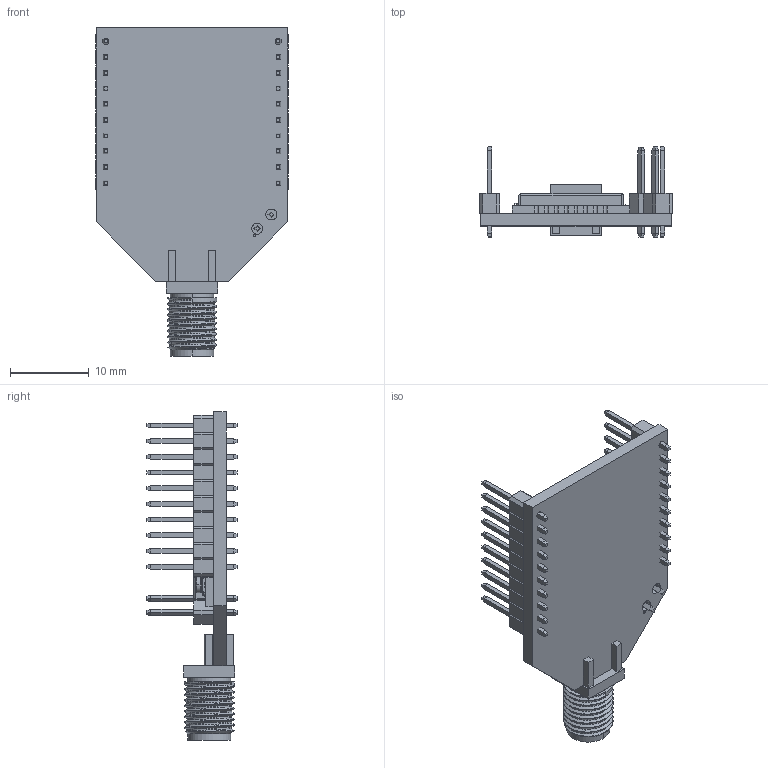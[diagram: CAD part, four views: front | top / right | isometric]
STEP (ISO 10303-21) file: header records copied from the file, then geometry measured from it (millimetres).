
FILE_DESCRIPTION((''),'2;1');
FILE_NAME('PWB-RAK4600_BREAKOUT_ASM','2021-02-22T',('admin'),(''),'PRO/ENGINEER BY PARAMETRIC TECHNOLOGY CORPORATION, 2010280','PRO/ENGINEER BY PARAMETRIC TECHNOLOGY CORPORATION, 2010280','');
FILE_SCHEMA(('CONFIG_CONTROL_DESIGN','SHAPE_APPEARANCE_LAYERS_GROUPS'));
Length unit declared in the file: millimetre
Products named in the file (7): PWB-RAK4600_BREAKOUT; SMA-KE; 1405_SINGLE_PIN; 6310C00F_RAK4600; IPEX-FEMALE; 6310C00F_RAK4600_ASM; PWB-RAK4600_BREAKOUT_ASM
Assembly tree (28 placements, depth 3):
  PWB-RAK4600_BREAKOUT_ASM
    PWB-RAK4600_BREAKOUT
    SMA-KE
    1405_SINGLE_PIN  x22
    6310C00F_RAK4600_ASM
      6310C00F_RAK4600
      IPEX-FEMALE  x2
Bounding box: 24.54 x 11.5 x 41.8 mm (x, y, z)
Volume: 2253.4 mm3; surface area: 4788.7 mm2
Topology: 27 solids, 27 shells, 977 faces, 2787 edges, 2044 vertices
Faces by surface type: plane 814, cylinder 132, cone 14, bspline 9, torus 4, sphere 4
Entity records: 22317 total; most frequent: CARTESIAN_POINT 5815, DIRECTION 2263, ORIENTED_EDGE 1724, PRESENTATION_STYLE_ASSIGNMENT 1537, STYLED_ITEM 1424, CURVE_STYLE 1340, VECTOR 949, LINE 949
